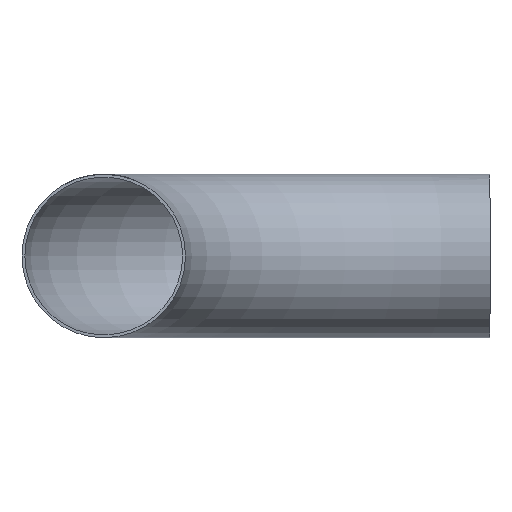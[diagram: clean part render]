
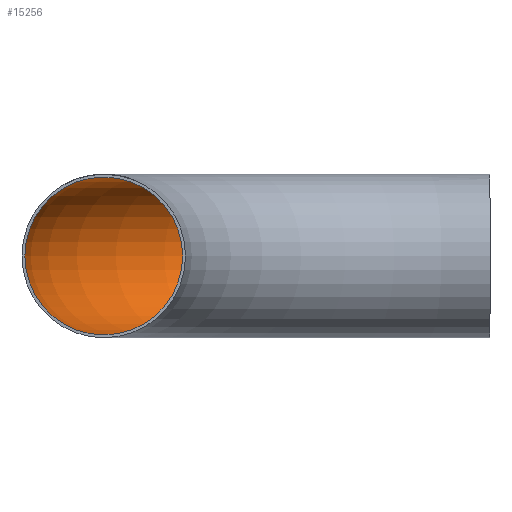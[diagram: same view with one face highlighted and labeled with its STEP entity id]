
A CAD part, front view. The second image highlights one B-rep face of the part: STEP entity #15256.
In plain terms, the highlighted toroidal (fillet/blend) face has major radius 270 mm and minor radius 55.15 mm.
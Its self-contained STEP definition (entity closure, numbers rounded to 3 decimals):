
#1148 = FACE_OUTER_BOUND ( 'NONE', #2921, .T. ) ;
#1151 = TOROIDAL_SURFACE ( 'NONE', #16588, 270., 55.15 ) ;
#1445 = CIRCLE ( 'NONE', #16281, 55.15 ) ;
#2158 = EDGE_CURVE ( 'NONE', #8629, #8629, #1445, .T. ) ;
#2249 = CARTESIAN_POINT ( 'NONE',  ( 0., 270., 0. ) ) ;
#2921 = EDGE_LOOP ( 'NONE', ( #7538 ) ) ;
#6838 = FACE_OUTER_BOUND ( 'NONE', #13580, .T. ) ;
#6854 = CARTESIAN_POINT ( 'NONE',  ( -270., 0., 55.15 ) ) ;
#7538 = ORIENTED_EDGE ( 'NONE', *, *, #17325, .F. ) ;
#8629 = VERTEX_POINT ( 'NONE', #14052 ) ;
#9327 = DIRECTION ( 'NONE',  ( 1., 0., 0. ) ) ;
#10875 = DIRECTION ( 'NONE',  ( 0., 1., 0. ) ) ;
#12017 = DIRECTION ( 'NONE',  ( 0., 0., 1. ) ) ;
#13139 = ORIENTED_EDGE ( 'NONE', *, *, #2158, .T. ) ;
#13271 = CARTESIAN_POINT ( 'NONE',  ( 0., 0., 0. ) ) ;
#13561 = CIRCLE ( 'NONE', #15973, 55.15 ) ;
#13580 = EDGE_LOOP ( 'NONE', ( #13139 ) ) ;
#14052 = CARTESIAN_POINT ( 'NONE',  ( 0., 325.15, 0. ) ) ;
#14593 = DIRECTION ( 'NONE',  ( -1., 0., 0. ) ) ;
#15256 = ADVANCED_FACE ( 'NONE', ( #6838, #1148 ), #1151, .F. ) ;
#15569 = VERTEX_POINT ( 'NONE', #6854 ) ;
#15973 = AXIS2_PLACEMENT_3D ( 'NONE', #16548, #16373, #12017 ) ;
#16119 = DIRECTION ( 'NONE',  ( 0., 0., -1. ) ) ;
#16281 = AXIS2_PLACEMENT_3D ( 'NONE', #2249, #9327, #10875 ) ;
#16373 = DIRECTION ( 'NONE',  ( 0., 1., 0. ) ) ;
#16548 = CARTESIAN_POINT ( 'NONE',  ( -270., 0., 0. ) ) ;
#16588 = AXIS2_PLACEMENT_3D ( 'NONE', #13271, #16119, #14593 ) ;
#17325 = EDGE_CURVE ( 'NONE', #15569, #15569, #13561, .T. ) ;
